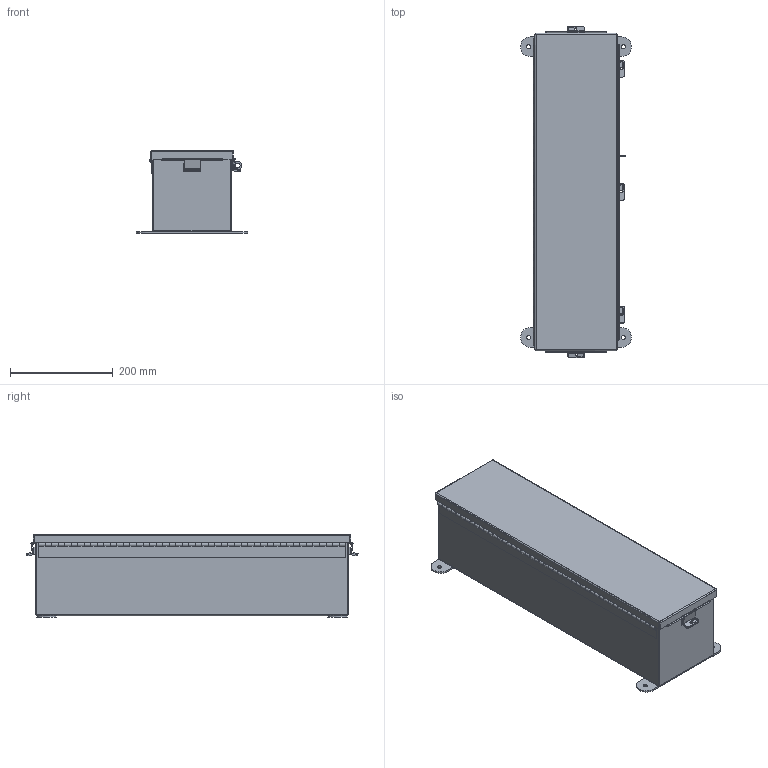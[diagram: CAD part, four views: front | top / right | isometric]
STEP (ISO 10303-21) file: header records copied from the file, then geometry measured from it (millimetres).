
FILE_DESCRIPTION (( 'STEP AP203' ), '1' );
FILE_NAME ('N060624SSCHTR.STEP', '2014-07-18T16:10:26', ( 'changeme' ), ( 'Microsoft' ), 'SwSTEP 2.0', 'SolidWorks 2013', '' );
FILE_SCHEMA (( 'CONFIG_CONTROL_DESIGN' ));
Length unit declared in the file: inch
Products named in the file (13): N060624SSCHTR JIC_Cover_Template; N060624SSCHTR JIC Clamp Bracket; N060624SSCHTR JIC Cover Clamp; N060624SSCHTR JIC Top; N060624SSCHTR JIC Bottom; N060624SSCHTR JIC Enclosure Template; N060624SSCHTR HW-CD-S-25020-034; N060624SSCHTR Hinge Body Side; HW-CLH-JH-20154; N060624SSCHTR Hinge Cover Side JIC; N060624SSCHTR Mounting Bracket; N060624SSCHTR _JIC Hinge; N060624SSCHTR
Assembly tree (22 placements, depth 3):
  N060624SSCHTR
    N060624SSCHTR JIC Enclosure Template
    N060624SSCHTR _JIC Hinge
      N060624SSCHTR Hinge Body Side
      N060624SSCHTR Hinge Cover Side JIC
    N060624SSCHTR JIC_Cover_Template
    N060624SSCHTR JIC Clamp Bracket  x5
    N060624SSCHTR JIC Cover Clamp  x5
    N060624SSCHTR JIC Top
    N060624SSCHTR JIC Bottom
    N060624SSCHTR HW-CD-S-25020-034  x2
    HW-CLH-JH-20154
    N060624SSCHTR Mounting Bracket  x2
Bounding box: 215.9 x 645.33 x 160.96 mm (x, y, z)
Volume: 993327.4 mm3; surface area: 1046949.3 mm2
Topology: 21 solids, 21 shells, 898 faces, 2219 edges, 1365 vertices
Faces by surface type: plane 553, cylinder 325, bspline 8, torus 8, cone 4
Entity records: 22726 total; most frequent: CARTESIAN_POINT 3993, DIRECTION 3677, ORIENTED_EDGE 3520, EDGE_CURVE 1760, LINE 1227, VECTOR 1227, AXIS2_PLACEMENT_3D 1225, VERTEX_POINT 1093
